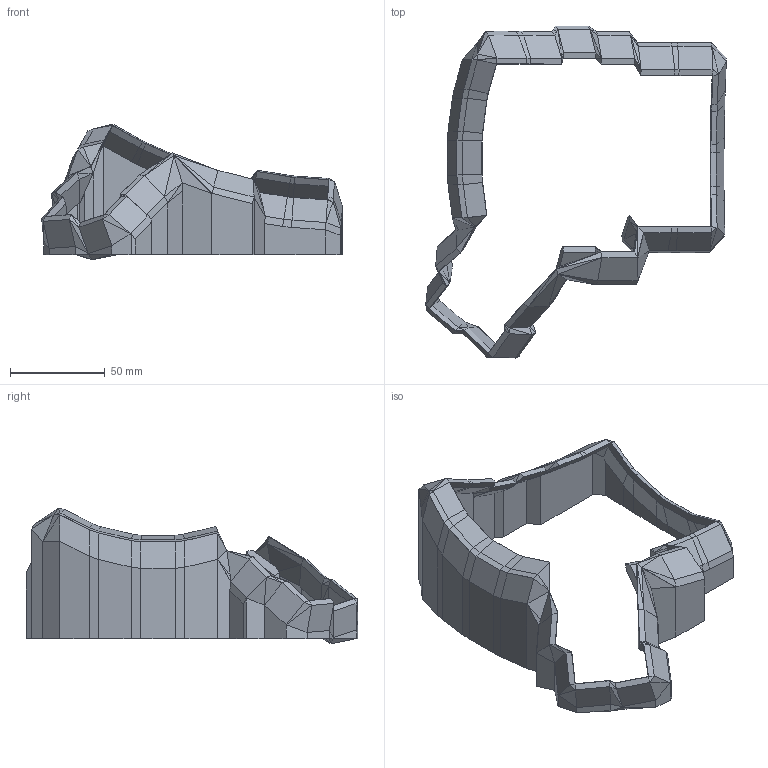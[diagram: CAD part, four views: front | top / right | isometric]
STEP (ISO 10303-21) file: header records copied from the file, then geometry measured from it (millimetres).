
FILE_DESCRIPTION(('Open CASCADE Model'),'2;1');
FILE_NAME('Open CASCADE Shape Model','2023-03-26T21:26:14',('Author'),( 'Open CASCADE'),'Open CASCADE STEP processor 7.5','Open CASCADE 7.5' ,'Unknown');
FILE_SCHEMA(('AUTOMOTIVE_DESIGN { 1 0 10303 214 1 1 1 1 }'));
Length unit declared in the file: millimetre
Products named in the file (1): Open CASCADE STEP translator 7.5 12
Bounding box: 158.85 x 175.36 x 71.62 mm (x, y, z)
Volume: 101767.1 mm3; surface area: 57305.9 mm2
Topology: 1 solids, 1 shells, 560 faces, 1185 edges, 625 vertices
Faces by surface type: plane 560
Entity records: 29078 total; most frequent: CARTESIAN_POINT 5111, DIRECTION 4307, LINE 3185, VECTOR 3185, ORIENTED_EDGE 2370, PCURVE 2370, DEFINITIONAL_REPRESENTATION 2370, EDGE_CURVE 1185
